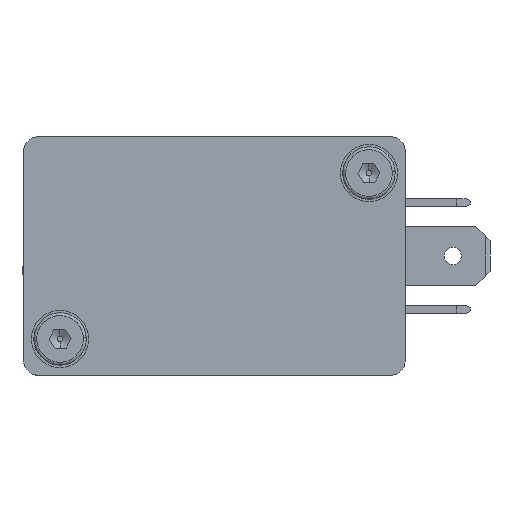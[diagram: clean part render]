
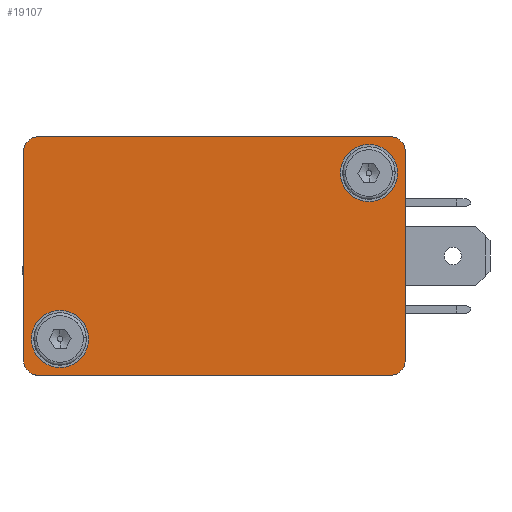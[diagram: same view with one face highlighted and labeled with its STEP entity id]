
A CAD part, left-side view. The second image highlights one B-rep face of the part: STEP entity #19107.
In plain terms, the highlighted face is planar.
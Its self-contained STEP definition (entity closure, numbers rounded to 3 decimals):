
#17557=CARTESIAN_POINT('',(7.2,6.75,15.2));
#17558=VERTEX_POINT('',#17557);
#17574=CARTESIAN_POINT('',(7.2,6.75,9.2));
#17575=VERTEX_POINT('',#17574);
#17582=CARTESIAN_POINT('',(7.2,6.75,12.2));
#17583=DIRECTION('',(0.0,-1.0,0.0));
#17584=DIRECTION('',(0.0,0.0,1.0));
#17585=AXIS2_PLACEMENT_3D('',#17582,#17583,#17584);
#17586=CIRCLE('',#17585,3.0);
#17587=EDGE_CURVE('',#17558,#17575,#17586,.T.);
#17599=CARTESIAN_POINT('',(-10.2,6.75,-17.2));
#17600=VERTEX_POINT('',#17599);
#17616=CARTESIAN_POINT('',(-10.2,6.75,-23.2));
#17617=VERTEX_POINT('',#17616);
#17624=CARTESIAN_POINT('',(-10.2,6.75,-20.2));
#17625=DIRECTION('',(0.0,-1.0,0.0));
#17626=DIRECTION('',(0.0,0.0,1.0));
#17627=AXIS2_PLACEMENT_3D('',#17624,#17625,#17626);
#17628=CIRCLE('',#17627,3.0);
#17629=EDGE_CURVE('',#17600,#17617,#17628,.T.);
#17641=CARTESIAN_POINT('',(-13.561,6.75,15.561));
#17642=VERTEX_POINT('',#17641);
#17658=CARTESIAN_POINT('',(-12.5,6.75,16.));
#17659=VERTEX_POINT('',#17658);
#17666=CARTESIAN_POINT('',(-12.5,6.75,14.5));
#17667=DIRECTION('',(0.0,-1.,0.0));
#17668=DIRECTION('',(-0.707,0.0,0.707));
#17669=AXIS2_PLACEMENT_3D('',#17666,#17667,#17668);
#17670=CIRCLE('',#17669,1.5);
#17671=EDGE_CURVE('',#17659,#17642,#17670,.T.);
#17683=CARTESIAN_POINT('',(-13.561,6.75,-23.561));
#17684=VERTEX_POINT('',#17683);
#17700=CARTESIAN_POINT('',(-14.0,6.75,-22.5));
#17701=VERTEX_POINT('',#17700);
#17708=CARTESIAN_POINT('',(-12.5,6.75,-22.5));
#17709=DIRECTION('',(0.0,-1.,0.0));
#17710=DIRECTION('',(-0.707,0.0,-0.707));
#17711=AXIS2_PLACEMENT_3D('',#17708,#17709,#17710);
#17712=CIRCLE('',#17711,1.5);
#17713=EDGE_CURVE('',#17701,#17684,#17712,.T.);
#17725=CARTESIAN_POINT('',(10.561,6.75,-23.561));
#17726=VERTEX_POINT('',#17725);
#17742=CARTESIAN_POINT('',(9.5,6.75,-24.0));
#17743=VERTEX_POINT('',#17742);
#17750=CARTESIAN_POINT('',(9.5,6.75,-22.5));
#17751=DIRECTION('',(0.0,-1.,0.0));
#17752=DIRECTION('',(0.707,0.0,-0.707));
#17753=AXIS2_PLACEMENT_3D('',#17750,#17751,#17752);
#17754=CIRCLE('',#17753,1.5);
#17755=EDGE_CURVE('',#17743,#17726,#17754,.T.);
#17767=CARTESIAN_POINT('',(10.561,6.75,15.561));
#17768=VERTEX_POINT('',#17767);
#17784=CARTESIAN_POINT('',(11.0,6.75,14.5));
#17785=VERTEX_POINT('',#17784);
#17792=CARTESIAN_POINT('',(9.5,6.75,14.5));
#17793=DIRECTION('',(0.0,-1.,0.0));
#17794=DIRECTION('',(0.707,0.0,0.707));
#17795=AXIS2_PLACEMENT_3D('',#17792,#17793,#17794);
#17796=CIRCLE('',#17795,1.5);
#17797=EDGE_CURVE('',#17785,#17768,#17796,.T.);
#18980=CARTESIAN_POINT('',(9.5,6.75,16.));
#18981=VERTEX_POINT('',#18980);
#18982=CARTESIAN_POINT('',(9.5,6.75,14.5));
#18983=DIRECTION('',(0.0,-1.,0.0));
#18984=DIRECTION('',(0.707,0.0,0.707));
#18985=AXIS2_PLACEMENT_3D('',#18982,#18983,#18984);
#18986=CIRCLE('',#18985,1.5);
#18987=EDGE_CURVE('',#17768,#18981,#18986,.T.);
#19013=CARTESIAN_POINT('',(9.5,6.75,16.));
#19014=DIRECTION('',(-1.0,0.0,0.0));
#19015=VECTOR('',#19014,22.0);
#19016=LINE('',#19013,#19015);
#19017=EDGE_CURVE('',#18981,#17659,#19016,.T.);
#19029=CARTESIAN_POINT('',(0.,6.75,0.));
#19030=DIRECTION('',(0.0,1.0,0.0));
#19031=DIRECTION('',(0.0,0.0,1.0));
#19032=AXIS2_PLACEMENT_3D('',#19029,#19030,#19031);
#19033=PLANE('',#19032);
#19034=ORIENTED_EDGE('',*,*,#17797,.F.);
#19035=CARTESIAN_POINT('',(11.0,6.75,-22.5));
#19036=VERTEX_POINT('',#19035);
#19037=CARTESIAN_POINT('',(11.0,6.75,-22.5));
#19038=DIRECTION('',(0.0,0.0,1.0));
#19039=VECTOR('',#19038,37.0);
#19040=LINE('',#19037,#19039);
#19041=EDGE_CURVE('',#19036,#17785,#19040,.T.);
#19042=ORIENTED_EDGE('',*,*,#19041,.F.);
#19043=CARTESIAN_POINT('',(9.5,6.75,-22.5));
#19044=DIRECTION('',(0.0,-1.,0.0));
#19045=DIRECTION('',(0.707,0.0,-0.707));
#19046=AXIS2_PLACEMENT_3D('',#19043,#19044,#19045);
#19047=CIRCLE('',#19046,1.5);
#19048=EDGE_CURVE('',#17726,#19036,#19047,.T.);
#19049=ORIENTED_EDGE('',*,*,#19048,.F.);
#19050=ORIENTED_EDGE('',*,*,#17755,.F.);
#19051=CARTESIAN_POINT('',(-12.5,6.75,-24.0));
#19052=VERTEX_POINT('',#19051);
#19053=CARTESIAN_POINT('',(-12.5,6.75,-24.0));
#19054=DIRECTION('',(1.0,0.0,0.0));
#19055=VECTOR('',#19054,22.0);
#19056=LINE('',#19053,#19055);
#19057=EDGE_CURVE('',#19052,#17743,#19056,.T.);
#19058=ORIENTED_EDGE('',*,*,#19057,.F.);
#19059=CARTESIAN_POINT('',(-12.5,6.75,-22.5));
#19060=DIRECTION('',(0.0,-1.,0.0));
#19061=DIRECTION('',(-0.707,0.0,-0.707));
#19062=AXIS2_PLACEMENT_3D('',#19059,#19060,#19061);
#19063=CIRCLE('',#19062,1.5);
#19064=EDGE_CURVE('',#17684,#19052,#19063,.T.);
#19065=ORIENTED_EDGE('',*,*,#19064,.F.);
#19066=ORIENTED_EDGE('',*,*,#17713,.F.);
#19067=CARTESIAN_POINT('',(-14.0,6.75,14.5));
#19068=VERTEX_POINT('',#19067);
#19069=CARTESIAN_POINT('',(-14.0,6.75,14.5));
#19070=DIRECTION('',(0.0,0.0,-1.0));
#19071=VECTOR('',#19070,37.0);
#19072=LINE('',#19069,#19071);
#19073=EDGE_CURVE('',#19068,#17701,#19072,.T.);
#19074=ORIENTED_EDGE('',*,*,#19073,.F.);
#19075=CARTESIAN_POINT('',(-12.5,6.75,14.5));
#19076=DIRECTION('',(0.0,-1.,0.0));
#19077=DIRECTION('',(-0.707,0.0,0.707));
#19078=AXIS2_PLACEMENT_3D('',#19075,#19076,#19077);
#19079=CIRCLE('',#19078,1.5);
#19080=EDGE_CURVE('',#17642,#19068,#19079,.T.);
#19081=ORIENTED_EDGE('',*,*,#19080,.F.);
#19082=ORIENTED_EDGE('',*,*,#17671,.F.);
#19083=ORIENTED_EDGE('',*,*,#19017,.F.);
#19084=ORIENTED_EDGE('',*,*,#18987,.F.);
#19085=EDGE_LOOP('',(#19034,#19042,#19049,#19050,#19058,#19065,#19066,#19074,#19081,#19082,#19083,#19084));
#19086=FACE_OUTER_BOUND('',#19085,.T.);
#19087=ORIENTED_EDGE('',*,*,#17629,.T.);
#19088=CARTESIAN_POINT('',(-10.2,6.75,-20.2));
#19089=DIRECTION('',(0.0,-1.0,0.0));
#19090=DIRECTION('',(0.0,0.0,1.0));
#19091=AXIS2_PLACEMENT_3D('',#19088,#19089,#19090);
#19092=CIRCLE('',#19091,3.0);
#19093=EDGE_CURVE('',#17617,#17600,#19092,.T.);
#19094=ORIENTED_EDGE('',*,*,#19093,.T.);
#19095=EDGE_LOOP('',(#19087,#19094));
#19096=FACE_BOUND('',#19095,.T.);
#19097=ORIENTED_EDGE('',*,*,#17587,.T.);
#19098=CARTESIAN_POINT('',(7.2,6.75,12.2));
#19099=DIRECTION('',(0.0,-1.0,0.0));
#19100=DIRECTION('',(0.0,0.0,1.0));
#19101=AXIS2_PLACEMENT_3D('',#19098,#19099,#19100);
#19102=CIRCLE('',#19101,3.0);
#19103=EDGE_CURVE('',#17575,#17558,#19102,.T.);
#19104=ORIENTED_EDGE('',*,*,#19103,.T.);
#19105=EDGE_LOOP('',(#19097,#19104));
#19106=FACE_BOUND('',#19105,.T.);
#19107=ADVANCED_FACE('',(#19086,#19096,#19106),#19033,.T.);
